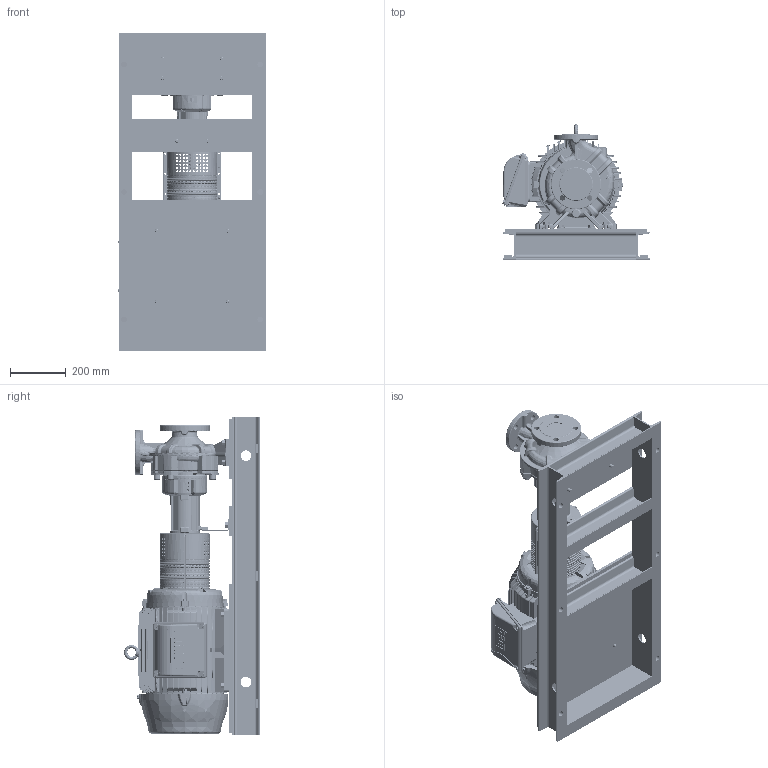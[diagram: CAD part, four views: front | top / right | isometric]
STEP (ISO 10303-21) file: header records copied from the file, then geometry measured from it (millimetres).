
FILE_DESCRIPTION (( 'STEP AP203' ), '1' );
FILE_NAME ('3325503 - NL-HE 2.5x2x6-15-254_6T-460-2-TEFC.step', '2021-01-06T15:15:24', ( '' ), ( '' ), 'SwSTEP 2.0', 'SolidWorks 2020', '' );
FILE_SCHEMA (( 'CONFIG_CONTROL_DESIGN' ));
Length unit declared in the file: inch
Products named in the file (19): BASE 10# ASSY[stp]_3323288 - NL-HE BASE #2 - BASEKIT 19B; PE PLATE[stp]_P.E PLATE #3; 3325503 - NL-HE 2.5x2x6-15-254_6T-460-2-TEFC; 10# C CHANNEL[stp]_####### - 10# x 17in; COUPLING GRD[stp]_3323307 - NL-HE COUPLING GUARD ASSEMBLY SG.25; CONF - BOLT - [1_2in-13][stp]_3323256 - 1_2in-13 x 1in (FT) A307 HD GALV HEX BOLT; 10# C CHANNEL[stp]_####### - 10# x 45in; CONF - BOLT - [1_2in-13][stp]_3323258 - 1_2in-13 x 1.5in A307 HD GALV HEX BOLT; 3322658 - 1_2in x 1.062in OD ZINC STEEL FLAT WASHER[stp]_91860A033; MOT PLATE[stp]_MOT PLATE #4; 10# ANGLE WASHER[stp]; DRILLING[stp]_3322960 - NL-HE BASE #2 DRILLED - 19; 2 POLE[stp]_2710390 - NEMA H2 15HP 254T 3~208-230_460 TEFC; BBRCKT PLATE[stp]_B.B PLATE #3; 2710390 - NEMA H2 15HP 254T 3~208-230_460 TEFC[stp]; BASE 10#[stp]_3322635 - NL-HE RAW BASE #2-213T,254T,284TS,324TS; 9149652 - Atmos GIGA-N 2.5x2x6-D-L4; 4107249 - 1_2COUPLING GUARD-PP-SG.25[stp]
Assembly tree (43 placements, depth 4):
  3325503 - NL-HE 2.5x2x6-15-254_6T-460-2-TEFC
    9149652 - Atmos GIGA-N 2.5x2x6-D-L4
    2 POLE[stp]_2710390 - NEMA H2 15HP 254T 3~208-230_460 TEFC
      2710390 - NEMA H2 15HP 254T 3~208-230_460 TEFC[stp]
    BASE 10# ASSY[stp]_3323288 - NL-HE BASE #2 - BASEKIT 19B
      BASE 10#[stp]_3322635 - NL-HE RAW BASE #2-213T,254T,284TS,324TS
        10# C CHANNEL[stp]_####### - 10# x 45in
        10# C CHANNEL[stp]_####### - 10# x 17in  x4
        PE PLATE[stp]_P.E PLATE #3
        BBRCKT PLATE[stp]_B.B PLATE #3
        MOT PLATE[stp]_MOT PLATE #4
        10# C CHANNEL[stp]_####### - 10# x 45in
        10# ANGLE WASHER[stp]  x6
      CONF - BOLT - [1_2in-13][stp]_3323258 - 1_2in-13 x 1.5in A307 HD GALV HEX BOLT  x8
      3322658 - 1_2in x 1.062in OD ZINC STEEL FLAT WASHER[stp]_91860A033  x10
      CONF - BOLT - [1_2in-13][stp]_3323256 - 1_2in-13 x 1in (FT) A307 HD GALV HEX BOLT  x2
    COUPLING GRD[stp]_3323307 - NL-HE COUPLING GUARD ASSEMBLY SG.25
      4107249 - 1_2COUPLING GUARD-PP-SG.25[stp]  x2
  DRILLING[stp]_3322960 - NL-HE BASE #2 DRILLED - 19
Bounding box: 528.5 x 487.47 x 1143 mm (x, y, z)
Volume: 58189957.1 mm3; surface area: 4933244 mm2
Topology: 48 solids, 48 shells, 8226 faces, 20323 edges, 12173 vertices
Faces by surface type: bspline 3185, cylinder 2297, plane 1589, cone 943, sphere 196, torus 16
Entity records: 364600 total; most frequent: CARTESIAN_POINT 231042, ORIENTED_EDGE 32528, DIRECTION 20159, EDGE_CURVE 16264, VERTEX_POINT 9824, AXIS2_PLACEMENT_3D 7865, EDGE_LOOP 6974, B_SPLINE_CURVE_WITH_KNOTS 6815
